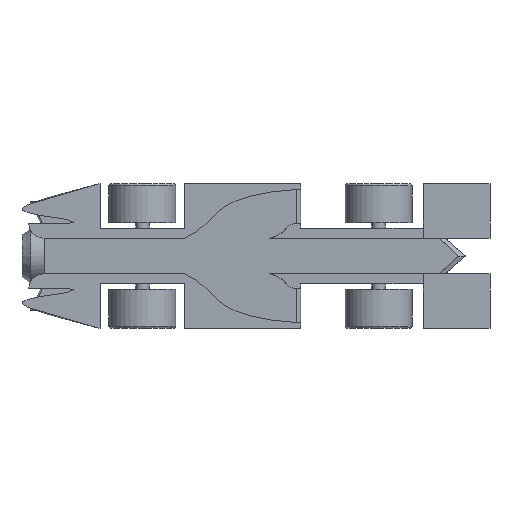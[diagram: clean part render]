
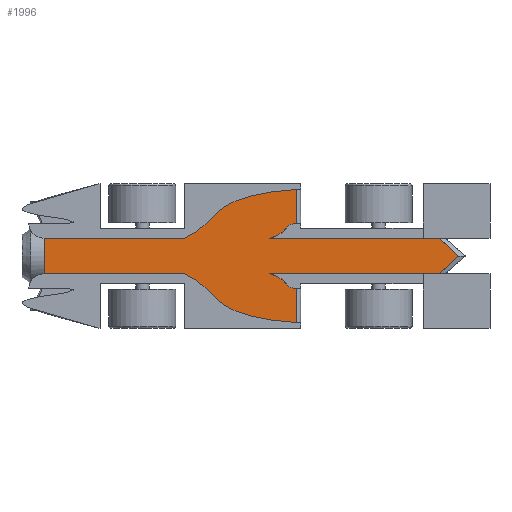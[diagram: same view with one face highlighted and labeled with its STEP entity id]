
A CAD part, front view. The second image highlights one B-rep face of the part: STEP entity #1996.
In plain terms, the highlighted planar face has unit normal (0, -1, 0).
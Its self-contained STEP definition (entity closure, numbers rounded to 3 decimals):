
#72=B_SPLINE_CURVE_WITH_KNOTS('',5,(#3463,#3464,#3465,#3466,#3467,#3468,
#3469,#3470,#3471,#3472,#3473,#3474,#3475,#3476),.UNSPECIFIED.,.F.,.F.,
(6,1,1,1,1,1,1,1,1,6),(0.105,0.2,0.3,0.4,0.5,0.6,0.7,0.8,0.9,
1.),.UNSPECIFIED.);
#73=B_SPLINE_CURVE_WITH_KNOTS('',5,(#3518,#3519,#3520,#3521,#3522,#3523,
#3524,#3525,#3526,#3527,#3528,#3529,#3530,#3531,#3532),.UNSPECIFIED.,.F.,
 .F.,(6,1,1,1,1,1,1,1,1,1,6),(-1.,-0.9,-0.8,-0.7,-0.6,-0.5,-0.4,-0.3,-0.2,
-0.1,-0.02),.UNSPECIFIED.);
#91=B_SPLINE_CURVE_WITH_KNOTS('',5,(#4095,#4096,#4097,#4098,#4099,#4100,
#4101,#4102,#4103,#4104,#4105,#4106,#4107,#4108),.UNSPECIFIED.,.F.,.F.,
(6,1,1,1,1,1,1,1,1,6),(0.105,0.2,0.3,0.4,0.5,0.6,0.7,0.8,0.9,
1.),.UNSPECIFIED.);
#92=B_SPLINE_CURVE_WITH_KNOTS('',5,(#4111,#4112,#4113,#4114,#4115,#4116,
#4117,#4118,#4119,#4120,#4121,#4122,#4123,#4124,#4125),.UNSPECIFIED.,.F.,
 .F.,(6,1,1,1,1,1,1,1,1,1,6),(-1.,-0.9,-0.8,-0.7,-0.6,-0.5,-0.4,-0.3,-0.2,
-0.1,-0.02),.UNSPECIFIED.);
#181=PLANE('',#2152);
#219=LINE('',#2916,#407);
#230=LINE('',#2940,#418);
#244=LINE('',#2980,#432);
#276=LINE('',#3349,#464);
#279=LINE('',#3361,#467);
#284=LINE('',#3392,#472);
#302=LINE('',#3645,#490);
#310=LINE('',#3662,#498);
#328=LINE('',#3732,#516);
#346=LINE('',#4030,#534);
#357=LINE('',#4075,#545);
#362=LINE('',#4090,#550);
#364=LINE('',#4110,#552);
#407=VECTOR('',#2294,10.);
#418=VECTOR('',#2311,10.);
#432=VECTOR('',#2337,10.);
#464=VECTOR('',#2395,10.);
#467=VECTOR('',#2406,10.);
#472=VECTOR('',#2417,10.);
#490=VECTOR('',#2469,10.);
#498=VECTOR('',#2481,10.);
#516=VECTOR('',#2513,10.);
#534=VECTOR('',#2543,10.);
#545=VECTOR('',#2572,10.);
#550=VECTOR('',#2585,10.);
#552=VECTOR('',#2591,10.);
#675=FACE_OUTER_BOUND('',#793,.T.);
#793=EDGE_LOOP('',(#1801,#1802,#1803,#1804,#1805,#1806,#1807,#1808,#1809,
#1810,#1811,#1812,#1813,#1814,#1815,#1816,#1817));
#897=VERTEX_POINT('',#2913);
#898=VERTEX_POINT('',#2915);
#907=VERTEX_POINT('',#2936);
#908=VERTEX_POINT('',#2938);
#951=VERTEX_POINT('',#3331);
#954=VERTEX_POINT('',#3347);
#959=VERTEX_POINT('',#3360);
#961=VERTEX_POINT('',#3376);
#962=VERTEX_POINT('',#3391);
#970=VERTEX_POINT('',#3637);
#973=VERTEX_POINT('',#3643);
#980=VERTEX_POINT('',#3660);
#1020=VERTEX_POINT('',#4029);
#1026=VERTEX_POINT('',#4074);
#1032=VERTEX_POINT('',#4088);
#1033=VERTEX_POINT('',#4094);
#1034=VERTEX_POINT('',#4109);
#1098=EDGE_CURVE('',#897,#898,#219,.T.);
#1110=EDGE_CURVE('',#907,#908,#230,.T.);
#1126=EDGE_CURVE('',#907,#897,#244,.T.);
#1177=EDGE_CURVE('',#951,#954,#276,.T.);
#1183=EDGE_CURVE('',#959,#898,#279,.T.);
#1190=EDGE_CURVE('',#962,#961,#284,.T.);
#1193=EDGE_CURVE('',#961,#959,#72,.T.);
#1195=EDGE_CURVE('',#954,#962,#73,.T.);
#1217=EDGE_CURVE('',#970,#973,#302,.T.);
#1225=EDGE_CURVE('',#908,#980,#310,.T.);
#1247=EDGE_CURVE('',#980,#970,#328,.T.);
#1280=EDGE_CURVE('',#1020,#951,#346,.T.);
#1294=EDGE_CURVE('',#1020,#1026,#357,.T.);
#1302=EDGE_CURVE('',#1032,#973,#362,.T.);
#1305=EDGE_CURVE('',#1033,#1032,#91,.T.);
#1306=EDGE_CURVE('',#1034,#1033,#364,.T.);
#1307=EDGE_CURVE('',#1026,#1034,#92,.T.);
#1801=ORIENTED_EDGE('',*,*,#1247,.T.);
#1802=ORIENTED_EDGE('',*,*,#1217,.T.);
#1803=ORIENTED_EDGE('',*,*,#1302,.F.);
#1804=ORIENTED_EDGE('',*,*,#1305,.F.);
#1805=ORIENTED_EDGE('',*,*,#1306,.F.);
#1806=ORIENTED_EDGE('',*,*,#1307,.F.);
#1807=ORIENTED_EDGE('',*,*,#1294,.F.);
#1808=ORIENTED_EDGE('',*,*,#1280,.T.);
#1809=ORIENTED_EDGE('',*,*,#1177,.T.);
#1810=ORIENTED_EDGE('',*,*,#1195,.T.);
#1811=ORIENTED_EDGE('',*,*,#1190,.T.);
#1812=ORIENTED_EDGE('',*,*,#1193,.T.);
#1813=ORIENTED_EDGE('',*,*,#1183,.T.);
#1814=ORIENTED_EDGE('',*,*,#1098,.F.);
#1815=ORIENTED_EDGE('',*,*,#1126,.F.);
#1816=ORIENTED_EDGE('',*,*,#1110,.T.);
#1817=ORIENTED_EDGE('',*,*,#1225,.T.);
#1996=ADVANCED_FACE('',(#675),#181,.T.);
#2152=AXIS2_PLACEMENT_3D('',#4093,#2589,#2590);
#2294=DIRECTION('',(0.53,0.,0.848));
#2311=DIRECTION('',(0.743,0.,0.669));
#2337=DIRECTION('',(-1.,0.,0.));
#2395=DIRECTION('',(1.,0.,0.));
#2406=DIRECTION('',(1.,0.,0.));
#2417=DIRECTION('',(0.,0.,1.));
#2469=DIRECTION('',(0.53,0.,-0.848));
#2481=DIRECTION('',(-0.743,0.,0.669));
#2513=DIRECTION('',(-1.,0.,0.));
#2543=DIRECTION('',(0.,0.,-1.));
#2572=DIRECTION('',(1.,0.,0.));
#2585=DIRECTION('',(1.,0.,0.));
#2589=DIRECTION('center_axis',(0.,-1.,0.));
#2590=DIRECTION('ref_axis',(0.,0.,-1.));
#2591=DIRECTION('',(0.,0.,-1.));
#2913=CARTESIAN_POINT('',(181.251,15.,-12.5));
#2915=CARTESIAN_POINT('',(184.067,15.,-8.));
#2916=CARTESIAN_POINT('',(187.278,15.,-2.866));
#2936=CARTESIAN_POINT('',(182.117,15.,-12.5));
#2938=CARTESIAN_POINT('',(196.,15.,0.));
#2940=CARTESIAN_POINT('',(182.117,15.,-12.5));
#2980=CARTESIAN_POINT('',(184.,15.,-12.5));
#3331=CARTESIAN_POINT('',(10.,15.,-8.));
#3347=CARTESIAN_POINT('',(73.,15.,-8.));
#3349=CARTESIAN_POINT('',(0.,15.,-8.));
#3360=CARTESIAN_POINT('',(111.277,15.,-8.));
#3361=CARTESIAN_POINT('',(49.651,15.,-8.));
#3376=CARTESIAN_POINT('',(123.,15.,-14.536));
#3391=CARTESIAN_POINT('',(123.,15.,-29.879));
#3392=CARTESIAN_POINT('',(123.,15.,-24.375));
#3463=CARTESIAN_POINT('Ctrl Pts',(123.,15.,-14.536));
#3464=CARTESIAN_POINT('Ctrl Pts',(122.671,15.,-14.516));
#3465=CARTESIAN_POINT('Ctrl Pts',(122.024,15.,-14.453));
#3466=CARTESIAN_POINT('Ctrl Pts',(121.135,15.,-14.283));
#3467=CARTESIAN_POINT('Ctrl Pts',(120.13,15.,-13.901));
#3468=CARTESIAN_POINT('Ctrl Pts',(119.142,15.,-13.18));
#3469=CARTESIAN_POINT('Ctrl Pts',(118.334,15.,-12.247));
#3470=CARTESIAN_POINT('Ctrl Pts',(117.472,15.,-11.25));
#3471=CARTESIAN_POINT('Ctrl Pts',(116.387,15.,-10.292));
#3472=CARTESIAN_POINT('Ctrl Pts',(115.016,15.,-9.416));
#3473=CARTESIAN_POINT('Ctrl Pts',(113.671,15.,-8.797));
#3474=CARTESIAN_POINT('Ctrl Pts',(112.526,15.,-8.381));
#3475=CARTESIAN_POINT('Ctrl Pts',(111.703,15.,-8.123));
#3476=CARTESIAN_POINT('Ctrl Pts',(111.277,15.,-8.));
#3518=CARTESIAN_POINT('Ctrl Pts',(73.,15.,-8.));
#3519=CARTESIAN_POINT('Ctrl Pts',(73.821,15.,-8.365));
#3520=CARTESIAN_POINT('Ctrl Pts',(75.416,15.,-9.136));
#3521=CARTESIAN_POINT('Ctrl Pts',(77.665,15.,-10.409));
#3522=CARTESIAN_POINT('Ctrl Pts',(80.364,15.,-12.35));
#3523=CARTESIAN_POINT('Ctrl Pts',(83.332,15.,-15.15));
#3524=CARTESIAN_POINT('Ctrl Pts',(86.103,15.,-18.235));
#3525=CARTESIAN_POINT('Ctrl Pts',(89.376,15.,-21.284));
#3526=CARTESIAN_POINT('Ctrl Pts',(93.766,15.,-23.996));
#3527=CARTESIAN_POINT('Ctrl Pts',(99.469,15.,-26.263));
#3528=CARTESIAN_POINT('Ctrl Pts',(106.277,15.,-27.964));
#3529=CARTESIAN_POINT('Ctrl Pts',(112.637,15.,-28.955));
#3530=CARTESIAN_POINT('Ctrl Pts',(117.831,15.,-29.499));
#3531=CARTESIAN_POINT('Ctrl Pts',(121.378,15.,-29.772));
#3532=CARTESIAN_POINT('Ctrl Pts',(123.,15.,-29.879));
#3637=CARTESIAN_POINT('',(181.251,15.,12.5));
#3643=CARTESIAN_POINT('',(184.067,15.,8.));
#3645=CARTESIAN_POINT('',(187.278,15.,2.866));
#3660=CARTESIAN_POINT('',(182.117,15.,12.5));
#3662=CARTESIAN_POINT('',(191.988,15.,3.612));
#3732=CARTESIAN_POINT('',(184.,15.,12.5));
#4029=CARTESIAN_POINT('',(10.,15.,8.));
#4030=CARTESIAN_POINT('',(10.,15.,6.75));
#4074=CARTESIAN_POINT('',(73.,15.,8.));
#4075=CARTESIAN_POINT('',(0.,15.,8.));
#4088=CARTESIAN_POINT('',(111.277,15.,8.));
#4090=CARTESIAN_POINT('',(49.651,15.,8.));
#4093=CARTESIAN_POINT('Origin',(188.,15.,7.25));
#4094=CARTESIAN_POINT('',(123.,15.,14.536));
#4095=CARTESIAN_POINT('Ctrl Pts',(123.,15.,14.536));
#4096=CARTESIAN_POINT('Ctrl Pts',(122.671,15.,14.516));
#4097=CARTESIAN_POINT('Ctrl Pts',(122.024,15.,14.453));
#4098=CARTESIAN_POINT('Ctrl Pts',(121.135,15.,14.283));
#4099=CARTESIAN_POINT('Ctrl Pts',(120.13,15.,13.901));
#4100=CARTESIAN_POINT('Ctrl Pts',(119.142,15.,13.18));
#4101=CARTESIAN_POINT('Ctrl Pts',(118.334,15.,12.247));
#4102=CARTESIAN_POINT('Ctrl Pts',(117.472,15.,11.25));
#4103=CARTESIAN_POINT('Ctrl Pts',(116.387,15.,10.292));
#4104=CARTESIAN_POINT('Ctrl Pts',(115.016,15.,9.416));
#4105=CARTESIAN_POINT('Ctrl Pts',(113.671,15.,8.797));
#4106=CARTESIAN_POINT('Ctrl Pts',(112.526,15.,8.381));
#4107=CARTESIAN_POINT('Ctrl Pts',(111.703,15.,8.123));
#4108=CARTESIAN_POINT('Ctrl Pts',(111.277,15.,8.));
#4109=CARTESIAN_POINT('',(123.,15.,29.879));
#4110=CARTESIAN_POINT('',(123.,15.,24.375));
#4111=CARTESIAN_POINT('Ctrl Pts',(73.,15.,8.));
#4112=CARTESIAN_POINT('Ctrl Pts',(73.821,15.,8.365));
#4113=CARTESIAN_POINT('Ctrl Pts',(75.416,15.,9.136));
#4114=CARTESIAN_POINT('Ctrl Pts',(77.665,15.,10.409));
#4115=CARTESIAN_POINT('Ctrl Pts',(80.364,15.,12.35));
#4116=CARTESIAN_POINT('Ctrl Pts',(83.332,15.,15.15));
#4117=CARTESIAN_POINT('Ctrl Pts',(86.103,15.,18.235));
#4118=CARTESIAN_POINT('Ctrl Pts',(89.376,15.,21.284));
#4119=CARTESIAN_POINT('Ctrl Pts',(93.766,15.,23.996));
#4120=CARTESIAN_POINT('Ctrl Pts',(99.469,15.,26.263));
#4121=CARTESIAN_POINT('Ctrl Pts',(106.277,15.,27.964));
#4122=CARTESIAN_POINT('Ctrl Pts',(112.637,15.,28.955));
#4123=CARTESIAN_POINT('Ctrl Pts',(117.831,15.,29.499));
#4124=CARTESIAN_POINT('Ctrl Pts',(121.378,15.,29.772));
#4125=CARTESIAN_POINT('Ctrl Pts',(123.,15.,29.879));
